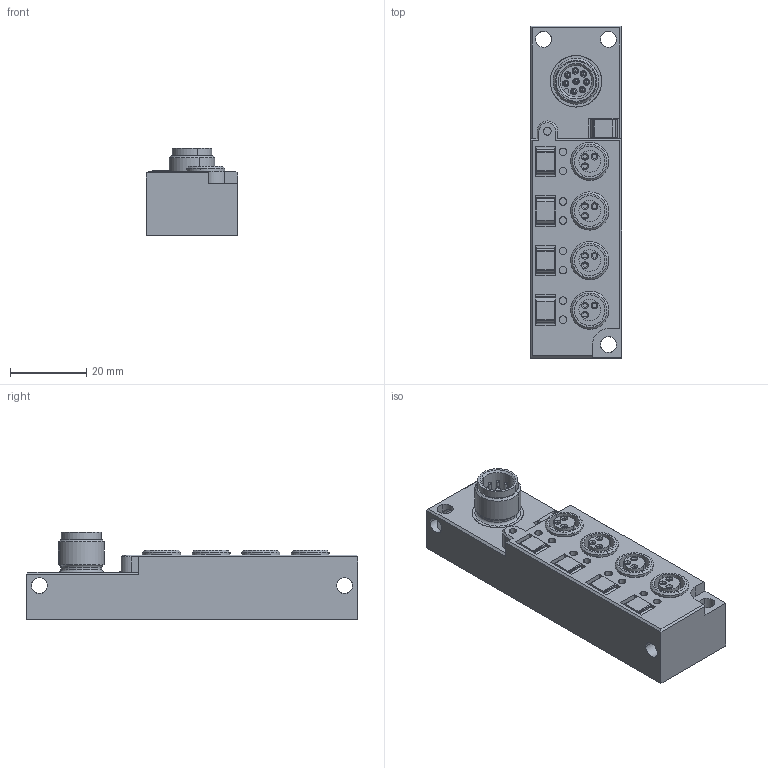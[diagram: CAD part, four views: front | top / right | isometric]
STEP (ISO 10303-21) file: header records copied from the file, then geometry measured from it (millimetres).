
FILE_DESCRIPTION(('CATIA V5 STEP Exchange','CAx-IF Rec.Pracs.--- Model Styling and Organization---1.4--- 2014-01-23'),'2;1');
FILE_NAME ('004691-2_0_1051760000_1051760000.stp','2021-01-12T09:46:51+00:00',('none'),('Weidmueller'),'CATIA Version 5-6 Release 2016 SP3 HF44','CATIA V5 STEP AP214','none');
FILE_SCHEMA(('AUTOMOTIVE_DESIGN { 1 0 10303 214 1 1 1 1 }'));
Length unit declared in the file: millimetre
Products named in the file (1): 1051760000
Bounding box: 24 x 87 x 23 mm (x, y, z)
Volume: 33530.7 mm3; surface area: 16961.4 mm2
Topology: 24 solids, 24 shells, 902 faces, 2092 edges, 1287 vertices
Faces by surface type: cylinder 373, plane 368, cone 109, sphere 32, torus 20
Entity records: 23703 total; most frequent: CARTESIAN_POINT 4752, ORIENTED_EDGE 4120, DIRECTION 3149, EDGE_CURVE 2060, AXIS2_PLACEMENT_3D 1397, VERTEX_POINT 1287, VECTOR 1118, LINE 1118
